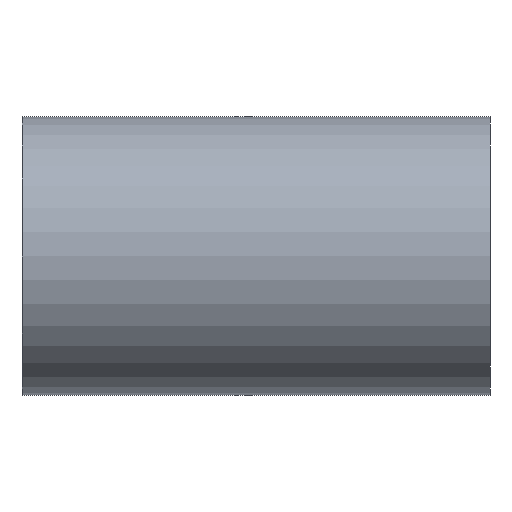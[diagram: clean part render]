
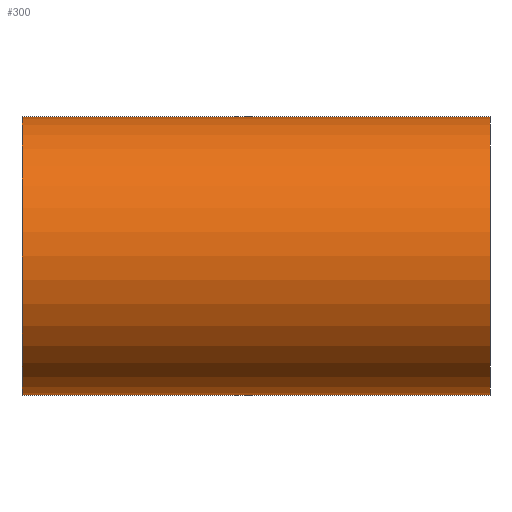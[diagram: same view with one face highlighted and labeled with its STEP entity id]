
A CAD part, front view. The second image highlights one B-rep face of the part: STEP entity #300.
In plain terms, the highlighted cylindrical face has radius 32.75 mm (diameter 65.5 mm), a partial arc.
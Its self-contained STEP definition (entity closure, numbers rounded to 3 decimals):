
#124 = EDGE_CURVE( '', #142, #238, #332, .T. );
#132 = VERTEX_POINT( '', #342 );
#142 = VERTEX_POINT( '', #355 );
#150 = EDGE_CURVE( '', #238, #132, #366, .T. );
#210 = VERTEX_POINT( '', #434 );
#238 = VERTEX_POINT( '', #466 );
#290 = EDGE_CURVE( '', #132, #210, #524, .T. );
#292 = EDGE_CURVE( '', #142, #210, #526, .T. );
#300 = ADVANCED_FACE( '', ( #534 ), #535, .T. );
#332 = LINE( '', #557, #558 );
#342 = CARTESIAN_POINT( '', ( 24., 0., -32.75 ) );
#355 = CARTESIAN_POINT( '', ( -86., 0., 32.75 ) );
#366 = CIRCLE( '', #594, 32.75 );
#434 = CARTESIAN_POINT( '', ( -86., 0., -32.75 ) );
#466 = CARTESIAN_POINT( '', ( 24., 0., 32.75 ) );
#524 = LINE( '', #928, #929 );
#526 = CIRCLE( '', #932, 32.75 );
#534 = FACE_OUTER_BOUND( '', #963, .T. );
#535 = CYLINDRICAL_SURFACE( '', #964, 32.75 );
#557 = CARTESIAN_POINT( '', ( 24., 0., 32.75 ) );
#558 = VECTOR( '', #982, 1. );
#594 = AXIS2_PLACEMENT_3D( '', #1038, #1039, #1040 );
#928 = CARTESIAN_POINT( '', ( 24., 0., -32.75 ) );
#929 = VECTOR( '', #1214, 1. );
#932 = AXIS2_PLACEMENT_3D( '', #1215, #1216, #1217 );
#963 = EDGE_LOOP( '', ( #1222, #1223, #1224, #1225 ) );
#964 = AXIS2_PLACEMENT_3D( '', #1226, #1227, #1228 );
#982 = DIRECTION( '', ( 1., 0., 0. ) );
#1038 = CARTESIAN_POINT( '', ( 24., 0., 0. ) );
#1039 = DIRECTION( '', ( 1., 0., 0. ) );
#1040 = DIRECTION( '', ( 0., 0., -1. ) );
#1214 = DIRECTION( '', ( -1., 0., 0. ) );
#1215 = CARTESIAN_POINT( '', ( -86., 0., 0. ) );
#1216 = DIRECTION( '', ( 1., 0., 0. ) );
#1217 = DIRECTION( '', ( 0., 0., -1. ) );
#1222 = ORIENTED_EDGE( '', *, *, #290, .F. );
#1223 = ORIENTED_EDGE( '', *, *, #150, .F. );
#1224 = ORIENTED_EDGE( '', *, *, #124, .F. );
#1225 = ORIENTED_EDGE( '', *, *, #292, .T. );
#1226 = CARTESIAN_POINT( '', ( 24., 0., 0. ) );
#1227 = DIRECTION( '', ( 1., 0., 0. ) );
#1228 = DIRECTION( '', ( 0., 0., -1. ) );
